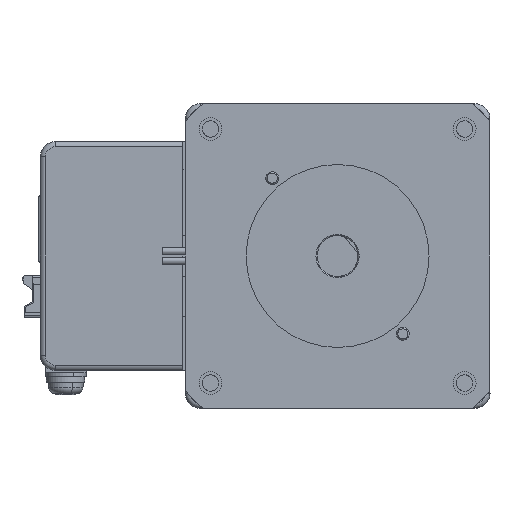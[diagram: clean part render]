
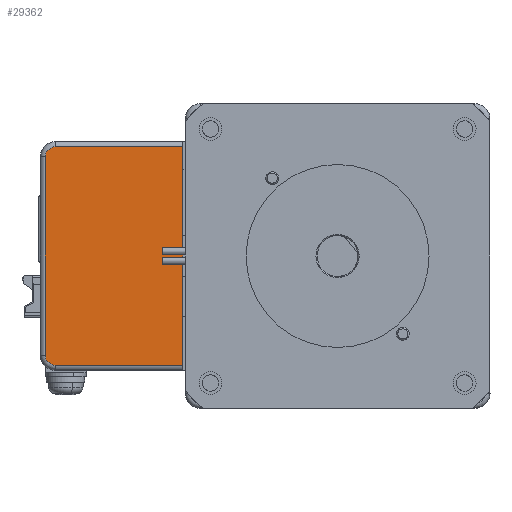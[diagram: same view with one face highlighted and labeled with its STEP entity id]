
A CAD part, left-side view. The second image highlights one B-rep face of the part: STEP entity #29362.
In plain terms, the highlighted planar face has unit normal (-1, 0, 0).
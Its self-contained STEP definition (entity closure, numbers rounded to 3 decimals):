
#15203 = DIRECTION ( 'NONE',  ( 0., 0., -1. ) ) ;
#21336 = EDGE_CURVE ( 'NONE', #79658, #55272, #31235, .T. ) ;
#22764 = CARTESIAN_POINT ( 'NONE',  ( -47., 85.5, -8.5 ) ) ;
#23048 = ORIENTED_EDGE ( 'NONE', *, *, #30810, .T. ) ;
#23494 = CARTESIAN_POINT ( 'NONE',  ( -47., 87.5, -10.5 ) ) ;
#26377 = VECTOR ( 'NONE', #120590, 1000. ) ;
#27203 = DIRECTION ( 'NONE',  ( -1., 0., 0. ) ) ;
#29362 = ADVANCED_FACE ( 'NONE', ( #44493 ), #35842, .F. ) ;
#30810 = EDGE_CURVE ( 'NONE', #119669, #110205, #130991, .T. ) ;
#31188 = AXIS2_PLACEMENT_3D ( 'NONE', #88225, #27203, #100039 ) ;
#31235 = LINE ( 'NONE', #77341, #26377 ) ;
#32342 = DIRECTION ( 'NONE',  ( 0., 0., -1. ) ) ;
#35842 = PLANE ( 'NONE',  #109278 ) ;
#36308 = CARTESIAN_POINT ( 'NONE',  ( -47., 0., 0. ) ) ;
#42209 = EDGE_CURVE ( 'NONE', #119669, #55272, #94059, .T. ) ;
#44493 = FACE_OUTER_BOUND ( 'NONE', #78937, .T. ) ;
#51831 = CIRCLE ( 'NONE', #118143, 2. ) ;
#55272 = VERTEX_POINT ( 'NONE', #60192 ) ;
#59435 = VERTEX_POINT ( 'NONE', #62702 ) ;
#60192 = CARTESIAN_POINT ( 'NONE',  ( -47., 60.5, -51.5 ) ) ;
#62702 = CARTESIAN_POINT ( 'NONE',  ( -47., 87.5, -49.5 ) ) ;
#68248 = EDGE_CURVE ( 'NONE', #68804, #59435, #96575, .T. ) ;
#68804 = VERTEX_POINT ( 'NONE', #23494 ) ;
#73814 = VECTOR ( 'NONE', #124772, 1000. ) ;
#75563 = CARTESIAN_POINT ( 'NONE',  ( -47., 85.5, -51.5 ) ) ;
#76844 = EDGE_CURVE ( 'NONE', #59435, #79658, #87527, .T. ) ;
#77341 = CARTESIAN_POINT ( 'NONE',  ( -47., 0., -51.5 ) ) ;
#77528 = CARTESIAN_POINT ( 'NONE',  ( -47., 85.5, -10.5 ) ) ;
#78577 = DIRECTION ( 'NONE',  ( 0., 0., -1. ) ) ;
#78937 = EDGE_LOOP ( 'NONE', ( #97937, #23048, #129410, #80693, #93863, #79058 ) ) ;
#79058 = ORIENTED_EDGE ( 'NONE', *, *, #21336, .T. ) ;
#79658 = VERTEX_POINT ( 'NONE', #75563 ) ;
#80693 = ORIENTED_EDGE ( 'NONE', *, *, #68248, .T. ) ;
#87527 = CIRCLE ( 'NONE', #31188, 2. ) ;
#88111 = CARTESIAN_POINT ( 'NONE',  ( -47., 60.5, 0. ) ) ;
#88225 = CARTESIAN_POINT ( 'NONE',  ( -47., 85.5, -49.5 ) ) ;
#89061 = DIRECTION ( 'NONE',  ( 1., 0., 0. ) ) ;
#93863 = ORIENTED_EDGE ( 'NONE', *, *, #76844, .T. ) ;
#94059 = LINE ( 'NONE', #88111, #120053 ) ;
#96575 = LINE ( 'NONE', #126107, #130881 ) ;
#97937 = ORIENTED_EDGE ( 'NONE', *, *, #42209, .F. ) ;
#98577 = DIRECTION ( 'NONE',  ( 0., 0., -1. ) ) ;
#100039 = DIRECTION ( 'NONE',  ( 0., 0., -1. ) ) ;
#104055 = CARTESIAN_POINT ( 'NONE',  ( -47., 60.5, -8.5 ) ) ;
#104297 = CARTESIAN_POINT ( 'NONE',  ( -47., 85.5, -8.5 ) ) ;
#109278 = AXIS2_PLACEMENT_3D ( 'NONE', #36308, #89061, #78577 ) ;
#110205 = VERTEX_POINT ( 'NONE', #104297 ) ;
#118143 = AXIS2_PLACEMENT_3D ( 'NONE', #77528, #119414, #15203 ) ;
#119414 = DIRECTION ( 'NONE',  ( -1., 0., 0. ) ) ;
#119669 = VERTEX_POINT ( 'NONE', #104055 ) ;
#120053 = VECTOR ( 'NONE', #98577, 1000. ) ;
#120590 = DIRECTION ( 'NONE',  ( 0., -1., 0. ) ) ;
#124772 = DIRECTION ( 'NONE',  ( 0., 1., 0. ) ) ;
#126107 = CARTESIAN_POINT ( 'NONE',  ( -47., 87.5, 0. ) ) ;
#128038 = EDGE_CURVE ( 'NONE', #110205, #68804, #51831, .T. ) ;
#129410 = ORIENTED_EDGE ( 'NONE', *, *, #128038, .T. ) ;
#130881 = VECTOR ( 'NONE', #32342, 1000. ) ;
#130991 = LINE ( 'NONE', #22764, #73814 ) ;
